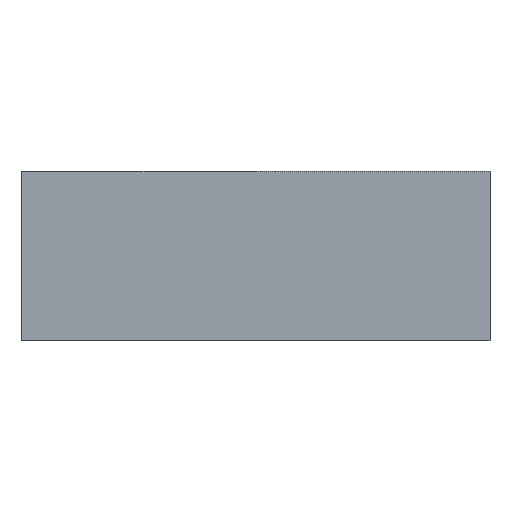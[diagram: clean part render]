
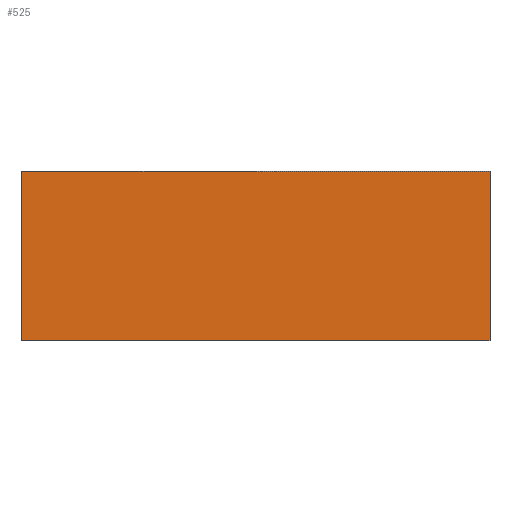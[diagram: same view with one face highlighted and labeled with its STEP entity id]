
A CAD part, top view. The second image highlights one B-rep face of the part: STEP entity #525.
In plain terms, the highlighted planar face has unit normal (0, 0, 1).
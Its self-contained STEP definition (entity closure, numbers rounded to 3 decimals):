
#14=DIRECTION('',(-1.,0.,0.));
#15=VECTOR('',#14,77.525);
#16=CARTESIAN_POINT('',(-104.266,0.,64.581));
#17=LINE('',#16,#15);
#58=DIRECTION('',(-1.,0.,0.));
#59=VECTOR('',#58,77.525);
#60=CARTESIAN_POINT('',(-104.266,28.,64.581));
#61=LINE('',#60,#59);
#166=DIRECTION('',(0.,1.,0.));
#167=VECTOR('',#166,28.);
#168=CARTESIAN_POINT('',(-104.266,0.,64.581));
#169=LINE('',#168,#167);
#178=DIRECTION('',(0.,1.,0.));
#179=VECTOR('',#178,28.);
#180=CARTESIAN_POINT('',(-181.791,0.,64.581));
#181=LINE('',#180,#179);
#210=CARTESIAN_POINT('',(-104.266,0.,64.581));
#211=CARTESIAN_POINT('',(-181.791,0.,64.581));
#212=VERTEX_POINT('',#210);
#213=VERTEX_POINT('',#211);
#214=CARTESIAN_POINT('',(-104.266,28.,64.581));
#215=CARTESIAN_POINT('',(-181.791,28.,64.581));
#216=VERTEX_POINT('',#214);
#217=VERTEX_POINT('',#215);
#513=CARTESIAN_POINT('',(-104.266,0.,64.581));
#514=DIRECTION('',(0.,0.,1.));
#515=DIRECTION('',(-1.,0.,0.));
#516=AXIS2_PLACEMENT_3D('',#513,#514,#515);
#517=PLANE('',#516);
#518=ORIENTED_EDGE('',*,*,#291,.T.);
#520=ORIENTED_EDGE('',*,*,#519,.T.);
#521=ORIENTED_EDGE('',*,*,#328,.F.);
#522=ORIENTED_EDGE('',*,*,#507,.F.);
#523=EDGE_LOOP('',(#518,#520,#521,#522));
#524=FACE_OUTER_BOUND('',#523,.F.);
#525=ADVANCED_FACE('',(#524),#517,.T.);
#291=EDGE_CURVE('',#212,#213,#17,.T.);
#328=EDGE_CURVE('',#216,#217,#61,.T.);
#507=EDGE_CURVE('',#212,#216,#169,.T.);
#519=EDGE_CURVE('',#213,#217,#181,.T.);
